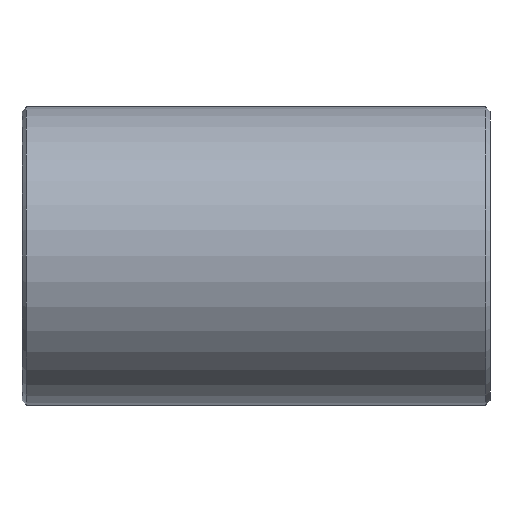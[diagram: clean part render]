
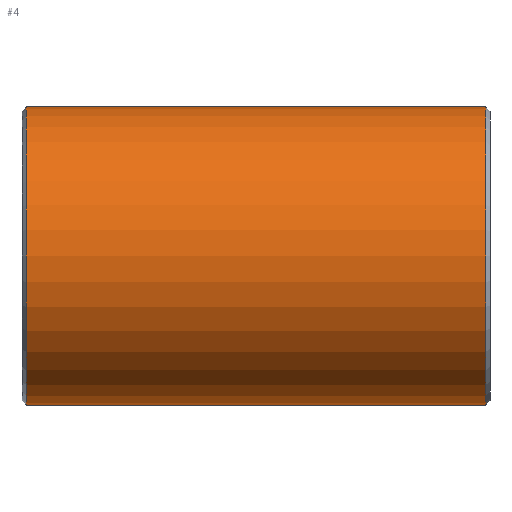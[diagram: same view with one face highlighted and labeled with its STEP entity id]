
A CAD part, front view. The second image highlights one B-rep face of the part: STEP entity #4.
In plain terms, the highlighted cylindrical face has radius 161.925 mm (diameter 323.85 mm), a partial arc.
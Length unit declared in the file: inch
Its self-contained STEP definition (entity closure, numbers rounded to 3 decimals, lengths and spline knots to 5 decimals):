
#4 = ADVANCED_FACE ( 'NONE', ( #27 ), #839, .T. ) ;
#27 = FACE_OUTER_BOUND ( 'NONE', #829, .T. ) ;
#39 = LINE ( 'NONE', #314, #249 ) ;
#48 = LINE ( 'NONE', #766, #463 ) ;
#180 = VERTEX_POINT ( 'NONE', #804 ) ;
#181 = AXIS2_PLACEMENT_3D ( 'NONE', #834, #478, #693 ) ;
#187 = CARTESIAN_POINT ( 'NONE',  ( 9.81267, 0., -6.375 ) ) ;
#191 = CARTESIAN_POINT ( 'NONE',  ( -9.81267, 0., 0. ) ) ;
#205 = AXIS2_PLACEMENT_3D ( 'NONE', #191, #480, #331 ) ;
#249 = VECTOR ( 'NONE', #899, 39.37008 ) ;
#271 = ORIENTED_EDGE ( 'NONE', *, *, #464, .T. ) ;
#287 = ORIENTED_EDGE ( 'NONE', *, *, #630, .F. ) ;
#303 = VERTEX_POINT ( 'NONE', #467 ) ;
#314 = CARTESIAN_POINT ( 'NONE',  ( 10., 0., -6.375 ) ) ;
#331 = DIRECTION ( 'NONE',  ( 0., 0., 1. ) ) ;
#423 = CARTESIAN_POINT ( 'NONE',  ( 9.81267, 0., 0. ) ) ;
#463 = VECTOR ( 'NONE', #913, 39.37008 ) ;
#464 = EDGE_CURVE ( 'NONE', #835, #303, #765, .T. ) ;
#467 = CARTESIAN_POINT ( 'NONE',  ( 9.81267, 0., 6.375 ) ) ;
#478 = DIRECTION ( 'NONE',  ( -1., 0., 0. ) ) ;
#480 = DIRECTION ( 'NONE',  ( 1., 0., 0. ) ) ;
#550 = CARTESIAN_POINT ( 'NONE',  ( -9.81267, 0., -6.375 ) ) ;
#578 = ORIENTED_EDGE ( 'NONE', *, *, #746, .T. ) ;
#630 = EDGE_CURVE ( 'NONE', #835, #719, #39, .T. ) ;
#693 = DIRECTION ( 'NONE',  ( 0., 0., 1. ) ) ;
#710 = DIRECTION ( 'NONE',  ( -1., 0., 0. ) ) ;
#719 = VERTEX_POINT ( 'NONE', #550 ) ;
#746 = EDGE_CURVE ( 'NONE', #180, #719, #920, .T. ) ;
#765 = CIRCLE ( 'NONE', #888, 6.375 ) ;
#766 = CARTESIAN_POINT ( 'NONE',  ( 10., 0., 6.375 ) ) ;
#804 = CARTESIAN_POINT ( 'NONE',  ( -9.81267, 0., 6.375 ) ) ;
#829 = EDGE_LOOP ( 'NONE', ( #287, #271, #912, #578 ) ) ;
#834 = CARTESIAN_POINT ( 'NONE',  ( 10., 0., 0. ) ) ;
#835 = VERTEX_POINT ( 'NONE', #187 ) ;
#838 = DIRECTION ( 'NONE',  ( 0., 0., -1. ) ) ;
#839 = CYLINDRICAL_SURFACE ( 'NONE', #181, 6.375 ) ;
#887 = EDGE_CURVE ( 'NONE', #303, #180, #48, .T. ) ;
#888 = AXIS2_PLACEMENT_3D ( 'NONE', #423, #710, #838 ) ;
#899 = DIRECTION ( 'NONE',  ( -1., 0., 0. ) ) ;
#912 = ORIENTED_EDGE ( 'NONE', *, *, #887, .T. ) ;
#913 = DIRECTION ( 'NONE',  ( -1., 0., 0. ) ) ;
#920 = CIRCLE ( 'NONE', #205, 6.375 ) ;
